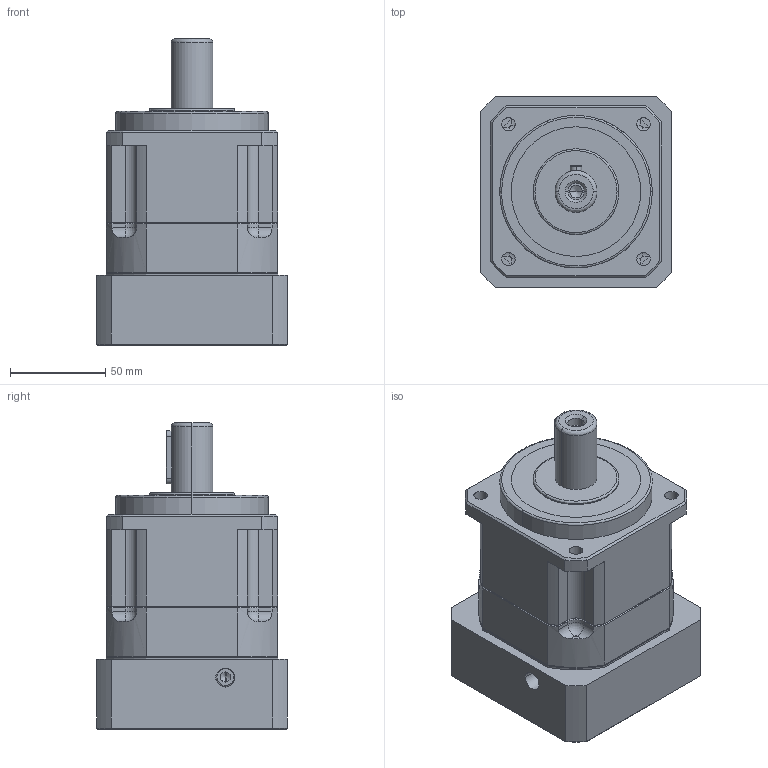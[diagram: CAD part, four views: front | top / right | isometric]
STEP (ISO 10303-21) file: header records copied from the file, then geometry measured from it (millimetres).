
FILE_DESCRIPTION (( 'STEP AP214' ), '1' );
FILE_NAME ('SB090-L1-19-95-115-M6-M8.STEP', '2024-01-06T07:32:03', ( 'admin' ), ( '' ), 'SwSTEP 2.0', 'SolidWorks 2013', '' );
FILE_SCHEMA (( 'AUTOMOTIVE_DESIGN' ));
Length unit declared in the file: millimetre
Products named in the file (6): SB090-L1-19-95-115-M6-M8; SB090_X2_8F9351FA7AEF_X0_; SB090_X2_58F34F537AEF_X0_-19; _X2_87BA9489_X0_ GB_T 70.1 M6 x 20; _X2_87BA9489_X0_ GB_T 70.1 M6 x 25; SB090-95-115M6
Assembly tree (9 placements, depth 2):
  SB090-L1-19-95-115-M6-M8
    SB090_X2_8F9351FA7AEF_X0_
    SB090_X2_58F34F537AEF_X0_-19
    _X2_87BA9489_X0_ GB_T 70.1 M6 x 20  x2
    _X2_87BA9489_X0_ GB_T 70.1 M6 x 25  x4
    SB090-95-115M6
Bounding box: 100 x 100 x 160.5 mm (x, y, z)
Volume: 817812.3 mm3; surface area: 119552.3 mm2
Topology: 9 solids, 9 shells, 460 faces, 1134 edges, 694 vertices
Faces by surface type: plane 167, cylinder 153, cone 95, bspline 41, torus 4
Entity records: 16711 total; most frequent: CARTESIAN_POINT 3604, DIRECTION 1850, ORIENTED_EDGE 1808, EDGE_CURVE 904, AXIS2_PLACEMENT_3D 723, VERTEX_POINT 562, EDGE_LOOP 430, VECTOR 404
